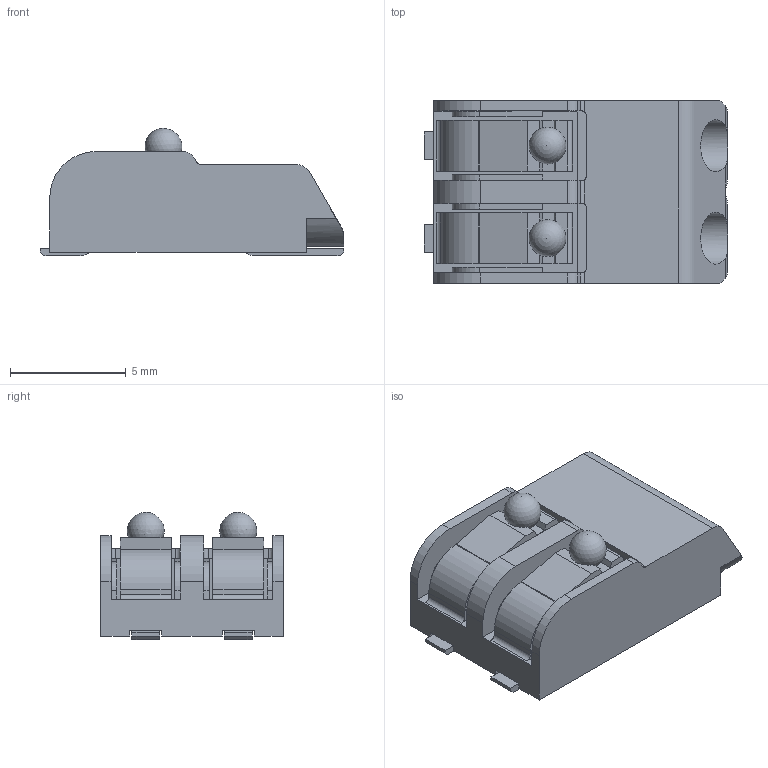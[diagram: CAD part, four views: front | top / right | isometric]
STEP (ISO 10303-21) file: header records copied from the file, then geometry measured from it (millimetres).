
FILE_DESCRIPTION(('FreeCAD Model'),'2;1');
FILE_NAME('_2060-452998-404.step','2016-10-18T12:25:49',( 'Author'),(''),'Open CASCADE STEP processor 6.8','FreeCAD','Unknown' );
FILE_SCHEMA(('AUTOMOTIVE_DESIGN_CC2 { 1 2 10303 214 -1 1 5 4 }'));
Length unit declared in the file: millimetre
Products named in the file (2): ASSEMBLY; _2060-452/998-404
Assembly tree (1 placements, depth 2):
  ASSEMBLY
    _2060-452/998-404
Bounding box: 13.1 x 7.9 x 5.5 mm (x, y, z)
Volume: 294.1 mm3; surface area: 596.1 mm2
Topology: 1 solids, 3 shells, 185 faces, 533 edges, 354 vertices
Faces by surface type: plane 129, cylinder 52, sphere 4
Full cylindrical faces by diameter (mm): 2.25 x2
Entity records: 19656 total; most frequent: CARTESIAN_POINT 8217, DIRECTION 1788, LINE 1064, VECTOR 1064, ORIENTED_EDGE 1046, PCURVE 1046, DEFINITIONAL_REPRESENTATION 1046, EDGE_CURVE 523
